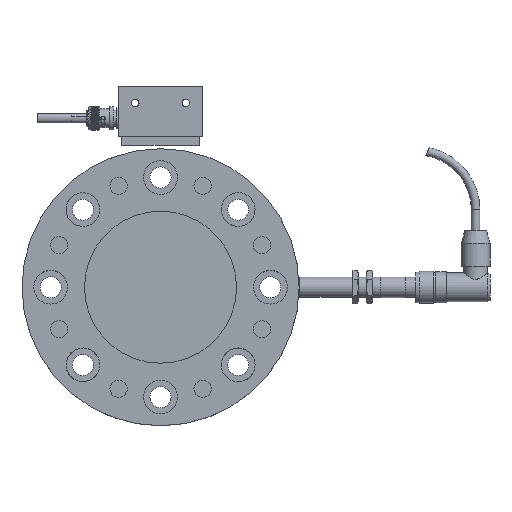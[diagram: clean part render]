
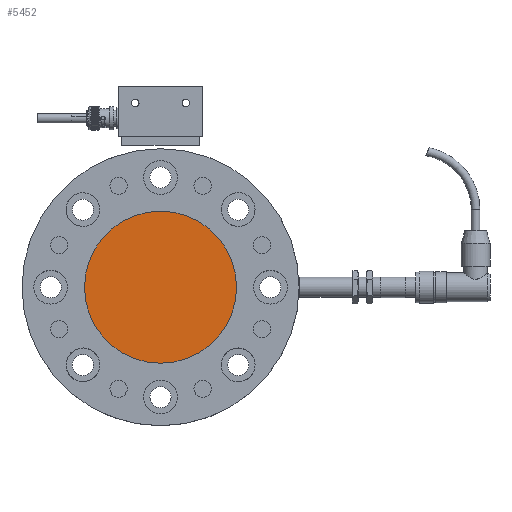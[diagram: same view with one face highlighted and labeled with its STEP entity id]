
A CAD part, top view. The second image highlights one B-rep face of the part: STEP entity #5452.
In plain terms, the highlighted face is planar.
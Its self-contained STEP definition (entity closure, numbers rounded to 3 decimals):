
#990 = PLANE ( 'NONE',  #17879 ) ;
#2839 = DIRECTION ( 'NONE',  ( 0., 0., -1. ) ) ;
#3049 = DIRECTION ( 'NONE',  ( -1., 0., 0. ) ) ;
#5452 = ADVANCED_FACE ( 'NONE', ( #9552 ), #990, .F. ) ;
#8207 = EDGE_CURVE ( 'NONE', #20843, #20843, #17228, .T. ) ;
#8372 = DIRECTION ( 'NONE',  ( 0., 0., 1. ) ) ;
#9552 = FACE_OUTER_BOUND ( 'NONE', #17440, .T. ) ;
#11283 = CARTESIAN_POINT ( 'NONE',  ( 3.5, 45., 0. ) ) ;
#12090 = CARTESIAN_POINT ( 'NONE',  ( 3.5, 0., 45. ) ) ;
#15290 = CARTESIAN_POINT ( 'NONE',  ( 3.5, 0., 0. ) ) ;
#16491 = AXIS2_PLACEMENT_3D ( 'NONE', #15290, #3049, #8372 ) ;
#17228 = CIRCLE ( 'NONE', #16491, 45. ) ;
#17440 = EDGE_LOOP ( 'NONE', ( #21551 ) ) ;
#17879 = AXIS2_PLACEMENT_3D ( 'NONE', #11283, #18316, #2839 ) ;
#18316 = DIRECTION ( 'NONE',  ( 1., 0., 0. ) ) ;
#20843 = VERTEX_POINT ( 'NONE', #12090 ) ;
#21551 = ORIENTED_EDGE ( 'NONE', *, *, #8207, .T. ) ;
